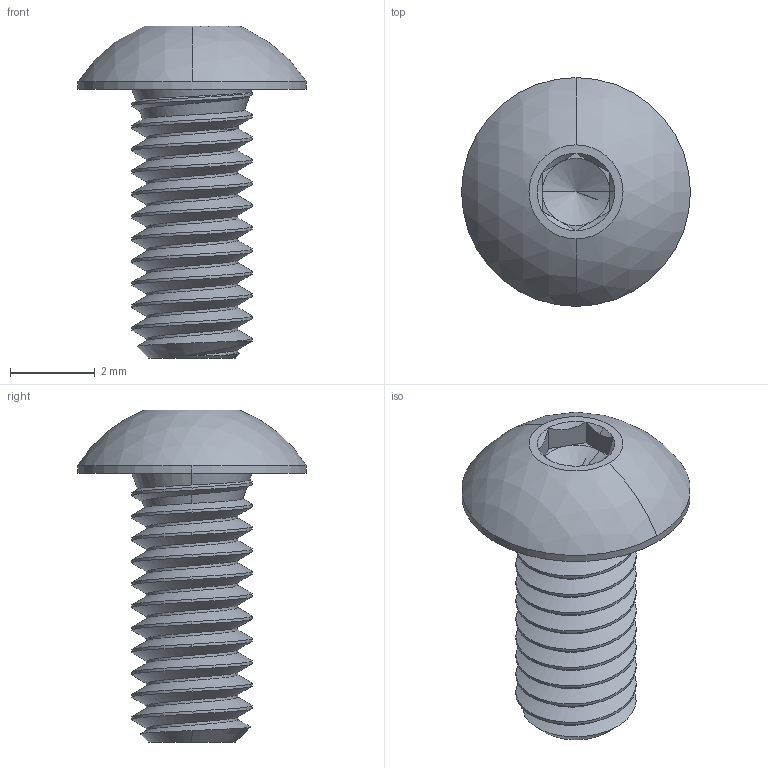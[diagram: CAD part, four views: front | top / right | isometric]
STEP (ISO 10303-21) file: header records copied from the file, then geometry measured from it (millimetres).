
FILE_DESCRIPTION (( 'STEP AP203' ), '1' );
FILE_NAME ('92949A327_18-8 Stainless Steel Button Head Hex Drive Screw.STEP', '2022-09-28T14:59:42', ( 'Administrator' ), ( 'Managed by Terraform' ), 'SwSTEP 2.0', 'SolidWorks 2017', '' );
FILE_SCHEMA (( 'CONFIG_CONTROL_DESIGN' ));
Length unit declared in the file: inch
Products named in the file (1): 92949A327_18-8 Stainless Steel Button Head Hex Drive Screw
Bounding box: 5.41 x 5.41 x 7.85 mm (x, y, z)
Volume: 53.1 mm3; surface area: 140.9 mm2
Topology: 1 solids, 1 shells, 63 faces, 157 edges, 96 vertices
Faces by surface type: cylinder 26, cone 17, plane 15, bspline 3, sphere 2
Entity records: 3491 total; most frequent: CARTESIAN_POINT 2109, ORIENTED_EDGE 310, DIRECTION 235, EDGE_CURVE 155, VERTEX_POINT 96, AXIS2_PLACEMENT_3D 91, EDGE_LOOP 65, FACE_OUTER_BOUND 63
